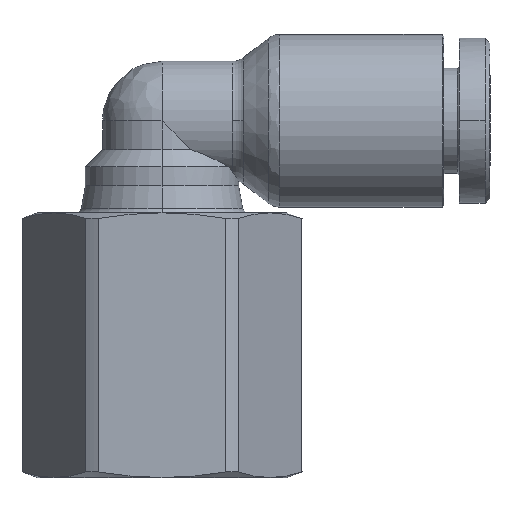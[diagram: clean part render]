
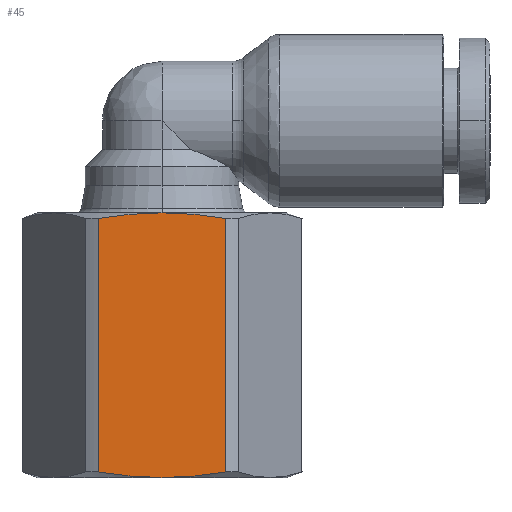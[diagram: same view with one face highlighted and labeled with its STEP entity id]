
A CAD part, front view. The second image highlights one B-rep face of the part: STEP entity #45.
In plain terms, the highlighted planar face has unit normal (0, -1, 0).
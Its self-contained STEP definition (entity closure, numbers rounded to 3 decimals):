
#45 = ADVANCED_FACE ( 'NONE', ( #13109 ), #340, .T. ) ;
#340 = PLANE ( 'NONE',  #11523 ) ;
#671 = DIRECTION ( 'NONE',  ( 0., 0., 1. ) ) ;
#738 = VERTEX_POINT ( 'NONE', #1009 ) ;
#750 = B_SPLINE_CURVE_WITH_KNOTS ( 'NONE', 3,
 ( #10963, #3777, #3731, #14476 ),
 .UNSPECIFIED., .F., .F.,
 ( 4, 4 ),
 ( 0., 0.003 ),
 .UNSPECIFIED. ) ;
#761 = LINE ( 'NONE', #1900, #8256 ) ;
#968 = CARTESIAN_POINT ( 'NONE',  ( -8.623, -6.5, -18.6 ) ) ;
#1009 = CARTESIAN_POINT ( 'NONE',  ( -5.3, -6.5, -18.6 ) ) ;
#1723 = CARTESIAN_POINT ( 'NONE',  ( -1.547, -6.5, -18.6 ) ) ;
#1744 = ORIENTED_EDGE ( 'NONE', *, *, #11409, .T. ) ;
#1900 = CARTESIAN_POINT ( 'NONE',  ( -1.977, -6.5, -18.6 ) ) ;
#2035 = DIRECTION ( 'NONE',  ( 0., 0., -1. ) ) ;
#2076 = ORIENTED_EDGE ( 'NONE', *, *, #10100, .F. ) ;
#2655 = CARTESIAN_POINT ( 'NONE',  ( -7.523, -6.5, -18.491 ) ) ;
#3222 = CARTESIAN_POINT ( 'NONE',  ( -4.184, -6.5, -4.8 ) ) ;
#3731 = CARTESIAN_POINT ( 'NONE',  ( -6.416, -6.5, -4.8 ) ) ;
#3777 = CARTESIAN_POINT ( 'NONE',  ( -7.523, -6.5, -4.909 ) ) ;
#4734 = CARTESIAN_POINT ( 'NONE',  ( -5.3, -6.5, -18.6 ) ) ;
#5027 = CARTESIAN_POINT ( 'NONE',  ( -8.623, -6.5, -5.091 ) ) ;
#5240 = CARTESIAN_POINT ( 'NONE',  ( -5.3, -6.5, -4.8 ) ) ;
#5371 = LINE ( 'NONE', #968, #13083 ) ;
#6009 = CARTESIAN_POINT ( 'NONE',  ( -1.977, -6.5, -18.309 ) ) ;
#6288 = CARTESIAN_POINT ( 'NONE',  ( -5.3, -6.5, -18.6 ) ) ;
#6406 = EDGE_CURVE ( 'NONE', #7849, #11354, #5371, .T. ) ;
#6709 = EDGE_LOOP ( 'NONE', ( #2076, #9351, #6897, #8575, #1744, #15026 ) ) ;
#6897 = ORIENTED_EDGE ( 'NONE', *, *, #6406, .T. ) ;
#7439 = CARTESIAN_POINT ( 'NONE',  ( -6.416, -6.5, -18.6 ) ) ;
#7667 = EDGE_CURVE ( 'NONE', #7849, #7858, #750, .T. ) ;
#7849 = VERTEX_POINT ( 'NONE', #5027 ) ;
#7858 = VERTEX_POINT ( 'NONE', #9850 ) ;
#8223 = CARTESIAN_POINT ( 'NONE',  ( -4.184, -6.5, -18.6 ) ) ;
#8256 = VECTOR ( 'NONE', #671, 1000. ) ;
#8575 = ORIENTED_EDGE ( 'NONE', *, *, #8817, .T. ) ;
#8817 = EDGE_CURVE ( 'NONE', #11354, #738, #10325, .T. ) ;
#9174 = CARTESIAN_POINT ( 'NONE',  ( -1.977, -6.5, -5.091 ) ) ;
#9351 = ORIENTED_EDGE ( 'NONE', *, *, #7667, .F. ) ;
#9403 = CARTESIAN_POINT ( 'NONE',  ( -1.977, -6.5, -18.309 ) ) ;
#9850 = CARTESIAN_POINT ( 'NONE',  ( -5.3, -6.5, -4.8 ) ) ;
#9945 = DIRECTION ( 'NONE',  ( 0., -1., 0. ) ) ;
#10100 = EDGE_CURVE ( 'NONE', #7858, #10855, #13117, .T. ) ;
#10325 = B_SPLINE_CURVE_WITH_KNOTS ( 'NONE', 3,
 ( #14492, #2655, #7439, #6288 ),
 .UNSPECIFIED., .F., .F.,
 ( 4, 4 ),
 ( 0., 0.003 ),
 .UNSPECIFIED. ) ;
#10567 = CARTESIAN_POINT ( 'NONE',  ( -3.077, -6.5, -18.491 ) ) ;
#10855 = VERTEX_POINT ( 'NONE', #14415 ) ;
#10963 = CARTESIAN_POINT ( 'NONE',  ( -8.623, -6.5, -5.091 ) ) ;
#11171 = DIRECTION ( 'NONE',  ( 0., 0., -1. ) ) ;
#11191 = B_SPLINE_CURVE_WITH_KNOTS ( 'NONE', 3,
 ( #4734, #8223, #10567, #9403 ),
 .UNSPECIFIED., .F., .F.,
 ( 4, 4 ),
 ( 0., 0.003 ),
 .UNSPECIFIED. ) ;
#11246 = CARTESIAN_POINT ( 'NONE',  ( -3.077, -6.5, -4.909 ) ) ;
#11354 = VERTEX_POINT ( 'NONE', #13138 ) ;
#11409 = EDGE_CURVE ( 'NONE', #738, #14346, #11191, .T. ) ;
#11523 = AXIS2_PLACEMENT_3D ( 'NONE', #1723, #9945, #11171 ) ;
#13083 = VECTOR ( 'NONE', #2035, 1000. ) ;
#13109 = FACE_OUTER_BOUND ( 'NONE', #6709, .T. ) ;
#13117 = B_SPLINE_CURVE_WITH_KNOTS ( 'NONE', 3,
 ( #5240, #3222, #11246, #9174 ),
 .UNSPECIFIED., .F., .F.,
 ( 4, 4 ),
 ( 0., 0.003 ),
 .UNSPECIFIED. ) ;
#13138 = CARTESIAN_POINT ( 'NONE',  ( -8.623, -6.5, -18.309 ) ) ;
#13165 = EDGE_CURVE ( 'NONE', #14346, #10855, #761, .T. ) ;
#14346 = VERTEX_POINT ( 'NONE', #6009 ) ;
#14415 = CARTESIAN_POINT ( 'NONE',  ( -1.977, -6.5, -5.091 ) ) ;
#14476 = CARTESIAN_POINT ( 'NONE',  ( -5.3, -6.5, -4.8 ) ) ;
#14492 = CARTESIAN_POINT ( 'NONE',  ( -8.623, -6.5, -18.309 ) ) ;
#15026 = ORIENTED_EDGE ( 'NONE', *, *, #13165, .T. ) ;
